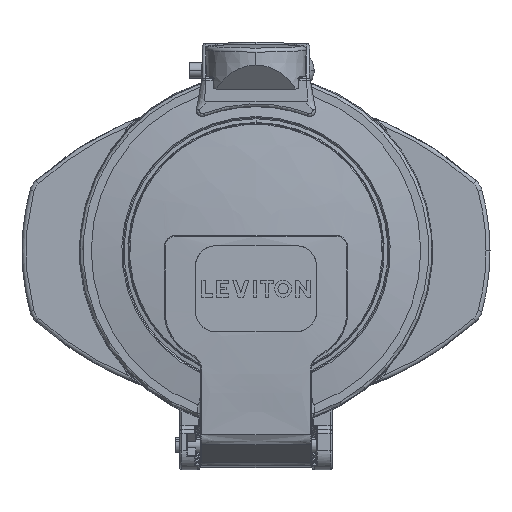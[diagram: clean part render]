
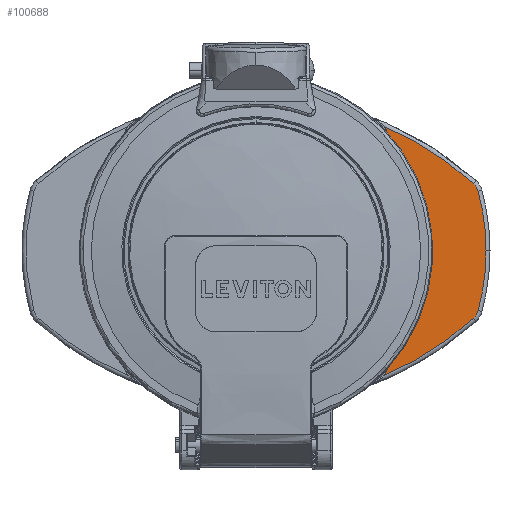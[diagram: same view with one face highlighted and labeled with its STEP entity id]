
A CAD part, top view. The second image highlights one B-rep face of the part: STEP entity #100688.
In plain terms, the highlighted planar face has unit normal (0, 0, 1).
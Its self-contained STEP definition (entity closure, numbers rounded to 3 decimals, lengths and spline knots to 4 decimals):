
#1135 = CARTESIAN_POINT ( 'NONE',  ( 5.4274, -1.3834, 0.255 ) ) ;
#1617 = EDGE_CURVE ( 'NONE', #72852, #194511, #165726, .T. ) ;
#2098 = CARTESIAN_POINT ( 'NONE',  ( 3.2743, -0.685, 0.255 ) ) ;
#2783 = ORIENTED_EDGE ( 'NONE', *, *, #96498, .T. ) ;
#7451 = CARTESIAN_POINT ( 'NONE',  ( 4.5833, -1.2475, 0.255 ) ) ;
#7840 = VERTEX_POINT ( 'NONE', #147963 ) ;
#10336 = DIRECTION ( 'NONE',  ( 1., 0., 0. ) ) ;
#14353 = CIRCLE ( 'NONE', #89970, 0.2 ) ;
#14754 = DIRECTION ( 'NONE',  ( 0., 0., -1. ) ) ;
#19520 = DIRECTION ( 'NONE',  ( 0., -1., 0. ) ) ;
#20535 = FACE_OUTER_BOUND ( 'NONE', #74491, .T. ) ;
#22227 = CARTESIAN_POINT ( 'NONE',  ( 3.2743, -2.05, 0.255 ) ) ;
#26782 = EDGE_CURVE ( 'NONE', #135606, #53051, #73403, .T. ) ;
#27138 = CARTESIAN_POINT ( 'NONE',  ( 4.3833, -0.9409, 0.255 ) ) ;
#29161 = CARTESIAN_POINT ( 'NONE',  ( 5.5518, -2.05, 0.255 ) ) ;
#34330 = CARTESIAN_POINT ( 'NONE',  ( 5.4739, -2.6406, 0.255 ) ) ;
#36797 = DIRECTION ( 'NONE',  ( 0., -1., 0. ) ) ;
#38097 = VERTEX_POINT ( 'NONE', #145965 ) ;
#40519 = EDGE_CURVE ( 'NONE', #156015, #148489, #43412, .T. ) ;
#41954 = CIRCLE ( 'NONE', #183208, 3.2106 ) ;
#42012 = VECTOR ( 'NONE', #168878, 39.3701 ) ;
#42742 = AXIS2_PLACEMENT_3D ( 'NONE', #47397, #202730, #46366 ) ;
#43412 = LINE ( 'NONE', #106187, #42012 ) ;
#46366 = DIRECTION ( 'NONE',  ( 1., 0., 0. ) ) ;
#47397 = CARTESIAN_POINT ( 'NONE',  ( 3.2743, -3.765, 0.255 ) ) ;
#48894 = ORIENTED_EDGE ( 'NONE', *, *, #26782, .T. ) ;
#53051 = VERTEX_POINT ( 'NONE', #154114 ) ;
#54134 = AXIS2_PLACEMENT_3D ( 'NONE', #2098, #146020, #19520 ) ;
#54507 = CARTESIAN_POINT ( 'NONE',  ( 4.5833, -3.1591, 0.255 ) ) ;
#55178 = AXIS2_PLACEMENT_3D ( 'NONE', #124893, #172167, #107457 ) ;
#58167 = VERTEX_POINT ( 'NONE', #1135 ) ;
#60066 = DIRECTION ( 'NONE',  ( 0., 0., 1. ) ) ;
#61638 = CIRCLE ( 'NONE', #140477, 1.5354 ) ;
#64838 = CIRCLE ( 'NONE', #183033, 2.2776 ) ;
#72852 = VERTEX_POINT ( 'NONE', #29161 ) ;
#73403 = CIRCLE ( 'NONE', #171895, 0.2 ) ;
#74491 = EDGE_LOOP ( 'NONE', ( #100223, #48894, #114077, #125733, #97180, #2783, #80311, #198001, #188747, #111377, #127923 ) ) ;
#77505 = DIRECTION ( 'NONE',  ( 0., -1., 0. ) ) ;
#77859 = EDGE_CURVE ( 'NONE', #53051, #151548, #133337, .T. ) ;
#79320 = EDGE_CURVE ( 'NONE', #143693, #72852, #64838, .T. ) ;
#80311 = ORIENTED_EDGE ( 'NONE', *, *, #156173, .T. ) ;
#83025 = DIRECTION ( 'NONE',  ( 0., 0., -1. ) ) ;
#84965 = AXIS2_PLACEMENT_3D ( 'NONE', #162639, #102944, #10336 ) ;
#85055 = CARTESIAN_POINT ( 'NONE',  ( 3.2743, -2.05, 0.255 ) ) ;
#87056 = DIRECTION ( 'NONE',  ( 0., -1., 0. ) ) ;
#89970 = AXIS2_PLACEMENT_3D ( 'NONE', #147845, #114981, #36797 ) ;
#96498 = EDGE_CURVE ( 'NONE', #148489, #7840, #14353, .T. ) ;
#97180 = ORIENTED_EDGE ( 'NONE', *, *, #40519, .T. ) ;
#100223 = ORIENTED_EDGE ( 'NONE', *, *, #197735, .T. ) ;
#100688 = ADVANCED_FACE ( 'NONE', ( #20535 ), #116191, .T. ) ;
#101150 = DIRECTION ( 'NONE',  ( 1., 0., 0. ) ) ;
#102944 = DIRECTION ( 'NONE',  ( 0., 0., 1. ) ) ;
#106187 = CARTESIAN_POINT ( 'NONE',  ( 4.5833, -2.8525, 0.255 ) ) ;
#107457 = DIRECTION ( 'NONE',  ( 1., 0., 0. ) ) ;
#110764 = CARTESIAN_POINT ( 'NONE',  ( 4.5833, -2.8525, 0.255 ) ) ;
#111377 = ORIENTED_EDGE ( 'NONE', *, *, #1617, .T. ) ;
#112849 = DIRECTION ( 'NONE',  ( 0., -1., 0. ) ) ;
#114077 = ORIENTED_EDGE ( 'NONE', *, *, #77859, .T. ) ;
#114981 = DIRECTION ( 'NONE',  ( 0., 0., -1. ) ) ;
#116191 = PLANE ( 'NONE',  #54134 ) ;
#118032 = EDGE_CURVE ( 'NONE', #194511, #58167, #144110, .T. ) ;
#118980 = CARTESIAN_POINT ( 'NONE',  ( 4.5372, -0.8132, 0.255 ) ) ;
#121793 = CARTESIAN_POINT ( 'NONE',  ( 3.2743, -0.335, 0.255 ) ) ;
#124893 = CARTESIAN_POINT ( 'NONE',  ( 5.3218, -2.5998, 0.255 ) ) ;
#125733 = ORIENTED_EDGE ( 'NONE', *, *, #194935, .T. ) ;
#127923 = ORIENTED_EDGE ( 'NONE', *, *, #118032, .T. ) ;
#133337 = LINE ( 'NONE', #163208, #189930 ) ;
#135606 = VERTEX_POINT ( 'NONE', #118980 ) ;
#135614 = CARTESIAN_POINT ( 'NONE',  ( 5.4739, -1.4594, 0.255 ) ) ;
#140477 = AXIS2_PLACEMENT_3D ( 'NONE', #85055, #83025, #112849 ) ;
#143693 = VERTEX_POINT ( 'NONE', #34330 ) ;
#144110 = CIRCLE ( 'NONE', #84965, 0.1575 ) ;
#145965 = CARTESIAN_POINT ( 'NONE',  ( 5.4274, -2.7166, 0.255 ) ) ;
#146020 = DIRECTION ( 'NONE',  ( 0., 0., 1. ) ) ;
#147845 = CARTESIAN_POINT ( 'NONE',  ( 4.3833, -3.1591, 0.255 ) ) ;
#147963 = CARTESIAN_POINT ( 'NONE',  ( 4.5372, -3.2868, 0.255 ) ) ;
#148489 = VERTEX_POINT ( 'NONE', #54507 ) ;
#151463 = DIRECTION ( 'NONE',  ( 0., 0., 1. ) ) ;
#151548 = VERTEX_POINT ( 'NONE', #7451 ) ;
#154114 = CARTESIAN_POINT ( 'NONE',  ( 4.5833, -0.9409, 0.255 ) ) ;
#156015 = VERTEX_POINT ( 'NONE', #110764 ) ;
#156173 = EDGE_CURVE ( 'NONE', #7840, #38097, #41954, .T. ) ;
#162525 = AXIS2_PLACEMENT_3D ( 'NONE', #22227, #197017, #180561 ) ;
#162639 = CARTESIAN_POINT ( 'NONE',  ( 5.3218, -1.5002, 0.255 ) ) ;
#163208 = CARTESIAN_POINT ( 'NONE',  ( 4.5833, -0.7409, 0.255 ) ) ;
#165726 = CIRCLE ( 'NONE', #162525, 2.2776 ) ;
#168878 = DIRECTION ( 'NONE',  ( 0., -1., 0. ) ) ;
#171895 = AXIS2_PLACEMENT_3D ( 'NONE', #27138, #14754, #77505 ) ;
#172167 = DIRECTION ( 'NONE',  ( 0., 0., 1. ) ) ;
#176757 = CIRCLE ( 'NONE', #55178, 0.1575 ) ;
#179273 = CARTESIAN_POINT ( 'NONE',  ( 3.2743, -2.05, 0.255 ) ) ;
#180561 = DIRECTION ( 'NONE',  ( 1., 0., 0. ) ) ;
#183033 = AXIS2_PLACEMENT_3D ( 'NONE', #179273, #151463, #101150 ) ;
#183208 = AXIS2_PLACEMENT_3D ( 'NONE', #121793, #60066, #184509 ) ;
#184509 = DIRECTION ( 'NONE',  ( 1., 0., 0. ) ) ;
#187368 = CIRCLE ( 'NONE', #42742, 3.2106 ) ;
#188747 = ORIENTED_EDGE ( 'NONE', *, *, #79320, .T. ) ;
#189930 = VECTOR ( 'NONE', #87056, 39.3701 ) ;
#190399 = EDGE_CURVE ( 'NONE', #38097, #143693, #176757, .T. ) ;
#194511 = VERTEX_POINT ( 'NONE', #135614 ) ;
#194935 = EDGE_CURVE ( 'NONE', #151548, #156015, #61638, .T. ) ;
#197017 = DIRECTION ( 'NONE',  ( 0., 0., 1. ) ) ;
#197735 = EDGE_CURVE ( 'NONE', #58167, #135606, #187368, .T. ) ;
#198001 = ORIENTED_EDGE ( 'NONE', *, *, #190399, .T. ) ;
#202730 = DIRECTION ( 'NONE',  ( 0., 0., 1. ) ) ;
